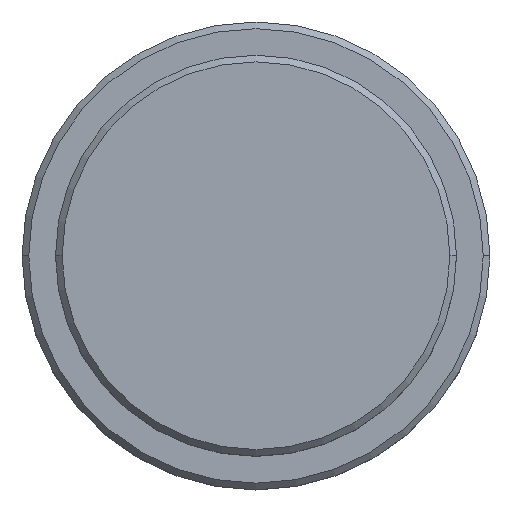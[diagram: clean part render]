
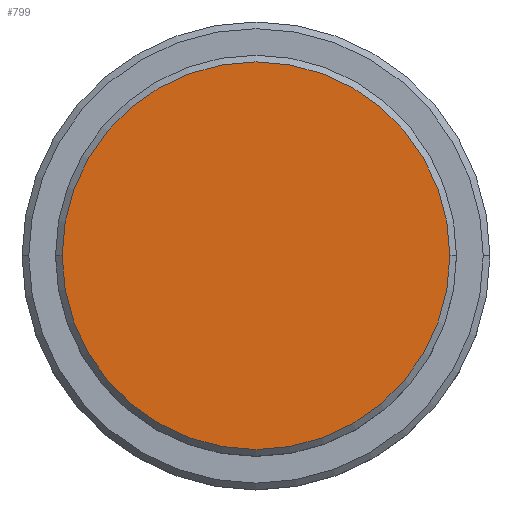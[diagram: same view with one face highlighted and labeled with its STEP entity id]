
A CAD part, top view. The second image highlights one B-rep face of the part: STEP entity #799.
In plain terms, the highlighted planar face has unit normal (0, 0, 1).
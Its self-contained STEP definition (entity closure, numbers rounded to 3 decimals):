
#57 = AXIS2_PLACEMENT_3D ( 'NONE', #505, #1065, #857 ) ;
#74 = ORIENTED_EDGE ( 'NONE', *, *, #1235, .T. ) ;
#130 = CIRCLE ( 'NONE', #911, 14.5 ) ;
#267 = CARTESIAN_POINT ( 'NONE',  ( 14.5, 0., 0. ) ) ;
#279 = DIRECTION ( 'NONE',  ( 0., 0., 1. ) ) ;
#301 = EDGE_LOOP ( 'NONE', ( #74, #1342 ) ) ;
#319 = VERTEX_POINT ( 'NONE', #267 ) ;
#462 = PLANE ( 'NONE',  #1406 ) ;
#505 = CARTESIAN_POINT ( 'NONE',  ( 0., 0., 0. ) ) ;
#639 = DIRECTION ( 'NONE',  ( 1., 0., 0. ) ) ;
#674 = CARTESIAN_POINT ( 'NONE',  ( -14.5, 0., 0. ) ) ;
#799 = ADVANCED_FACE ( 'NONE', ( #1368 ), #462, .T. ) ;
#857 = DIRECTION ( 'NONE',  ( 1., 0., 0. ) ) ;
#865 = CIRCLE ( 'NONE', #57, 14.5 ) ;
#911 = AXIS2_PLACEMENT_3D ( 'NONE', #952, #968, #639 ) ;
#952 = CARTESIAN_POINT ( 'NONE',  ( 0., 0., 0. ) ) ;
#968 = DIRECTION ( 'NONE',  ( 0., 0., 1. ) ) ;
#970 = VERTEX_POINT ( 'NONE', #674 ) ;
#1039 = EDGE_CURVE ( 'NONE', #319, #970, #865, .T. ) ;
#1065 = DIRECTION ( 'NONE',  ( 0., 0., 1. ) ) ;
#1224 = DIRECTION ( 'NONE',  ( 1., 0., 0. ) ) ;
#1235 = EDGE_CURVE ( 'NONE', #970, #319, #130, .T. ) ;
#1256 = CARTESIAN_POINT ( 'NONE',  ( 0., 0., 0. ) ) ;
#1342 = ORIENTED_EDGE ( 'NONE', *, *, #1039, .T. ) ;
#1368 = FACE_OUTER_BOUND ( 'NONE', #301, .T. ) ;
#1406 = AXIS2_PLACEMENT_3D ( 'NONE', #1256, #279, #1224 ) ;
